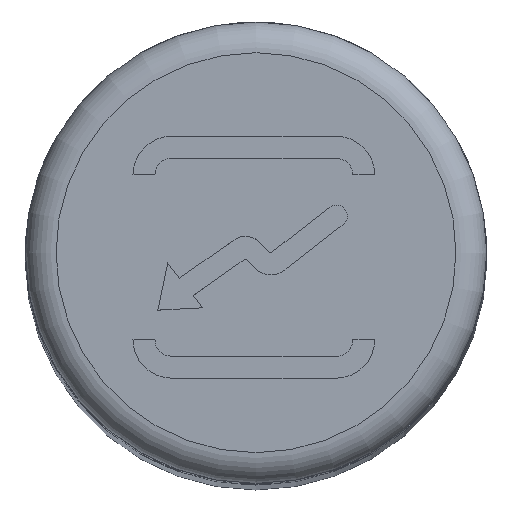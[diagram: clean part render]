
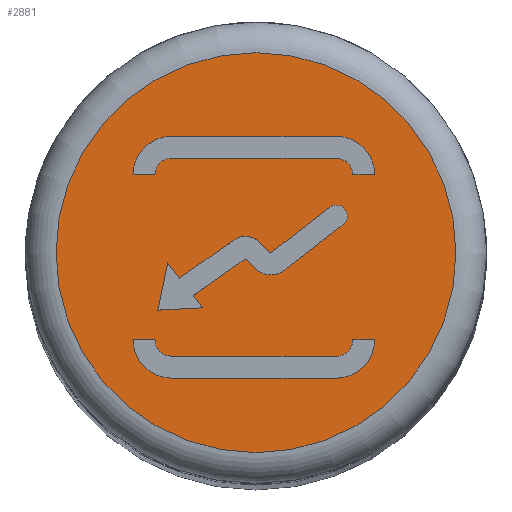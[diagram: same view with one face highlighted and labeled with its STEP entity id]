
A CAD part, top view. The second image highlights one B-rep face of the part: STEP entity #2881.
In plain terms, the highlighted planar face has unit normal (0, 0, 1).
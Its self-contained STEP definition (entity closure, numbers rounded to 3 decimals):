
#748=FACE_OUTER_BOUND('',#912,.T.);
#912=EDGE_LOOP('',(#2120));
#1106=CIRCLE('',#3156,6.5);
#1290=VERTEX_POINT('',#5043);
#1608=EDGE_CURVE('',#1290,#1290,#1106,.T.);
#2120=ORIENTED_EDGE('',*,*,#1608,.F.);
#2750=PLANE('',#3159);
#2881=ADVANCED_FACE('',(#748),#2750,.T.);
#3156=AXIS2_PLACEMENT_3D('',#5044,#3625,#3626);
#3159=AXIS2_PLACEMENT_3D('',#5048,#3631,#3632);
#3625=DIRECTION('center_axis',(0.,0.,-1.));
#3626=DIRECTION('ref_axis',(-0.753,0.659,0.));
#3631=DIRECTION('center_axis',(0.,0.,1.));
#3632=DIRECTION('ref_axis',(-1.,0.,0.));
#5043=CARTESIAN_POINT('',(-6.5,0.,30.));
#5044=CARTESIAN_POINT('Origin',(0.,0.,30.));
#5048=CARTESIAN_POINT('Origin',(0.,0.,30.));
